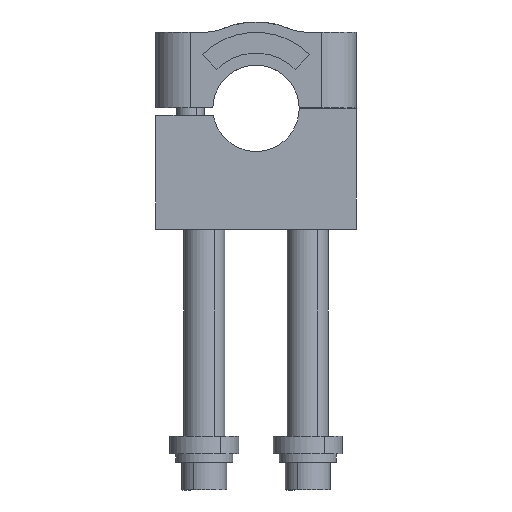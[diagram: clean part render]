
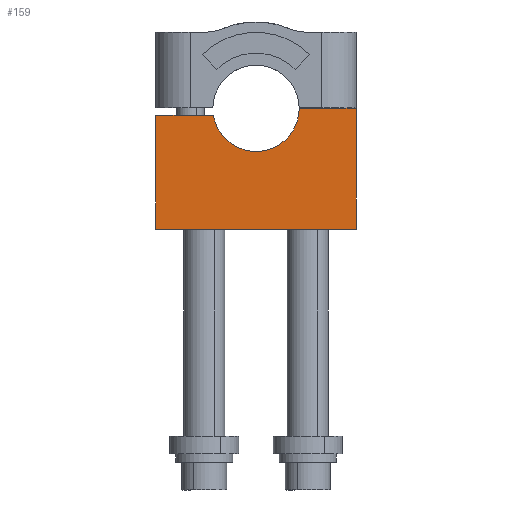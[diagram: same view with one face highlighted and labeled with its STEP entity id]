
A CAD part, left-side view. The second image highlights one B-rep face of the part: STEP entity #159.
In plain terms, the highlighted planar face has unit normal (-1, 0, 0).
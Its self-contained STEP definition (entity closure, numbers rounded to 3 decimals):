
#47=AXIS2_PLACEMENT_3D('Circle Axis2P3D',#45,#46,$) ;
#116=AXIS2_PLACEMENT_3D('Plane Axis2P3D',#113,#114,#115) ;
#40=CARTESIAN_POINT('Vertex',(-10.,12.339,63.)) ;
#45=CARTESIAN_POINT('Axis2P3D Location',(-10.,0.,65.)) ;
#49=CARTESIAN_POINT('Vertex',(-10.,-12.5,65.)) ;
#113=CARTESIAN_POINT('Axis2P3D Location',(-10.,0.,0.)) ;
#118=CARTESIAN_POINT('Line Origine',(-10.,-20.75,65.)) ;
#122=CARTESIAN_POINT('Vertex',(-10.,-29.,65.)) ;
#125=CARTESIAN_POINT('Line Origine',(-10.,20.669,63.)) ;
#129=CARTESIAN_POINT('Vertex',(-10.,29.,63.)) ;
#132=CARTESIAN_POINT('Line Origine',(-10.,29.,46.5)) ;
#136=CARTESIAN_POINT('Vertex',(-10.,29.,30.)) ;
#139=CARTESIAN_POINT('Line Origine',(-10.,0.,30.)) ;
#143=CARTESIAN_POINT('Vertex',(-10.,-29.,30.)) ;
#146=CARTESIAN_POINT('Line Origine',(-10.,-29.,47.5)) ;
#46=DIRECTION('Axis2P3D Direction',(1.,0.,0.)) ;
#114=DIRECTION('Axis2P3D Direction',(1.,0.,0.)) ;
#115=DIRECTION('Axis2P3D XDirection',(0.,1.,0.)) ;
#119=DIRECTION('Vector Direction',(0.,1.,0.)) ;
#126=DIRECTION('Vector Direction',(0.,1.,0.)) ;
#133=DIRECTION('Vector Direction',(0.,0.,1.)) ;
#140=DIRECTION('Vector Direction',(0.,1.,0.)) ;
#147=DIRECTION('Vector Direction',(0.,0.,1.)) ;
#120=VECTOR('Line Direction',#119,1.) ;
#127=VECTOR('Line Direction',#126,1.) ;
#134=VECTOR('Line Direction',#133,1.) ;
#141=VECTOR('Line Direction',#140,1.) ;
#148=VECTOR('Line Direction',#147,1.) ;
#152=ORIENTED_EDGE('',*,*,#124,.F.) ;
#153=ORIENTED_EDGE('',*,*,#51,.F.) ;
#154=ORIENTED_EDGE('',*,*,#131,.F.) ;
#155=ORIENTED_EDGE('',*,*,#138,.F.) ;
#156=ORIENTED_EDGE('',*,*,#145,.F.) ;
#157=ORIENTED_EDGE('',*,*,#150,.F.) ;
#159=ADVANCED_FACE('TOS_045_SET_457705_01',(#158),#117,.F.) ;
#48=CIRCLE('generated circle',#47,12.5) ;
#51=EDGE_CURVE('',#41,#50,#48,.F.) ;
#124=EDGE_CURVE('',#50,#123,#121,.F.) ;
#131=EDGE_CURVE('',#130,#41,#128,.F.) ;
#138=EDGE_CURVE('',#137,#130,#135,.T.) ;
#145=EDGE_CURVE('',#144,#137,#142,.T.) ;
#150=EDGE_CURVE('',#123,#144,#149,.F.) ;
#151=EDGE_LOOP('',(#152,#153,#154,#155,#156,#157)) ;
#158=FACE_OUTER_BOUND('',#151,.T.) ;
#121=LINE('Line',#118,#120) ;
#128=LINE('Line',#125,#127) ;
#135=LINE('Line',#132,#134) ;
#142=LINE('Line',#139,#141) ;
#149=LINE('Line',#146,#148) ;
#117=PLANE('',#116) ;
#41=VERTEX_POINT('',#40) ;
#50=VERTEX_POINT('',#49) ;
#123=VERTEX_POINT('',#122) ;
#130=VERTEX_POINT('',#129) ;
#137=VERTEX_POINT('',#136) ;
#144=VERTEX_POINT('',#143) ;
